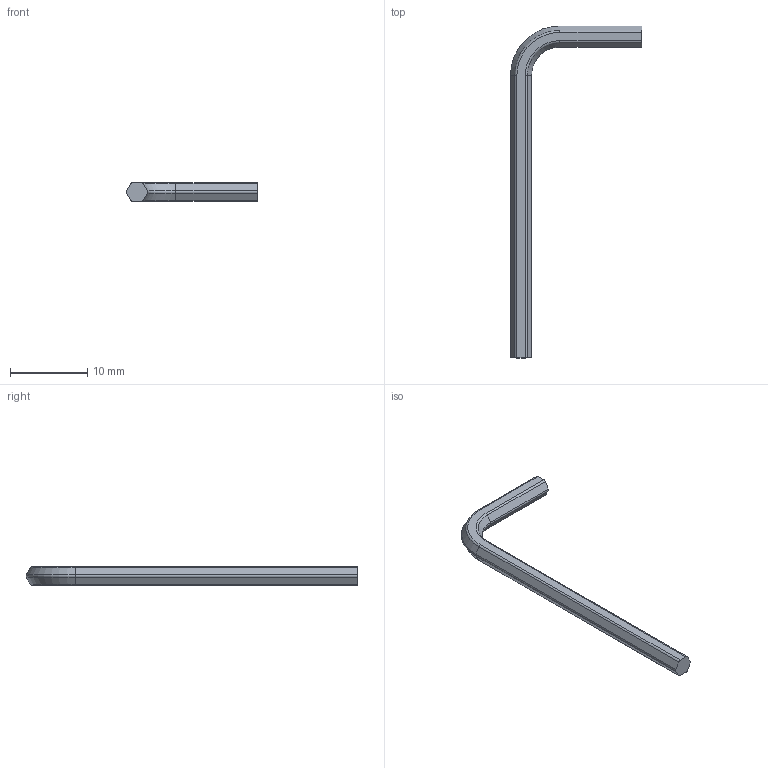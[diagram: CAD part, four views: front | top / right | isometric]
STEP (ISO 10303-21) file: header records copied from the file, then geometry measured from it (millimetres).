
FILE_DESCRIPTION((''),'2;1');
FILE_NAME('2.5mm.stp','2012-03-13T08:40:35',('jvalasek'),(''),'Autodesk Inventor 2010','Autodesk Inventor 2010','');
FILE_SCHEMA(('AUTOMOTIVE_DESIGN { 1 0 10303 214 1 1 1 1 }'));
Length unit declared in the file: millimetre
Products named in the file (1): 2
Bounding box: 17 x 43.05 x 2.46 mm (x, y, z)
Volume: 287.4 mm3; surface area: 469.7 mm2
Topology: 1 solids, 1 shells, 34 faces, 80 edges, 48 vertices
Faces by surface type: cylinder 12, plane 12, torus 6, cone 4
Entity records: 1005 total; most frequent: DIRECTION 186, CARTESIAN_POINT 163, ORIENTED_EDGE 160, EDGE_CURVE 80, AXIS2_PLACEMENT_3D 71, VERTEX_POINT 48, VECTOR 44, LINE 44
